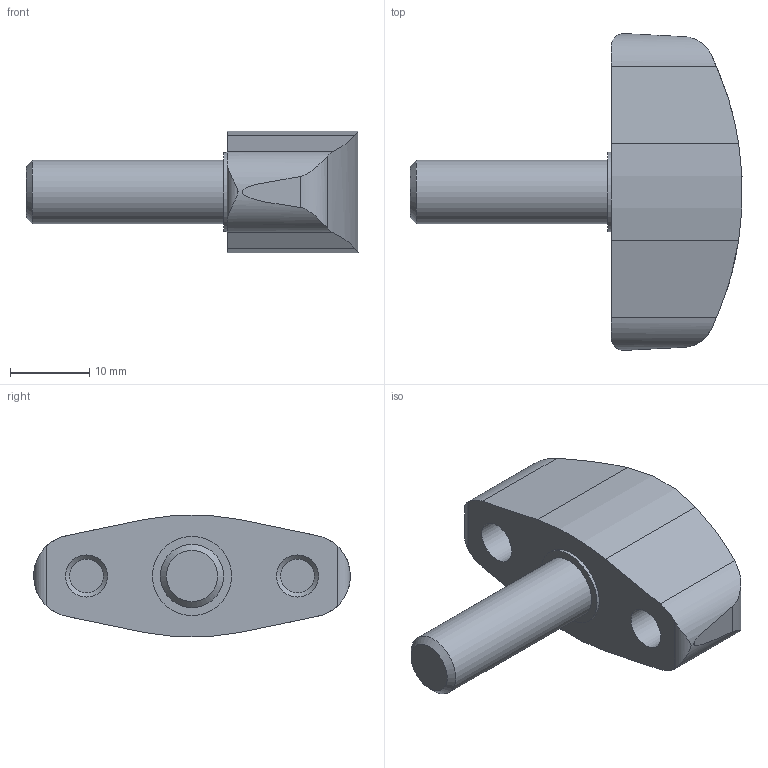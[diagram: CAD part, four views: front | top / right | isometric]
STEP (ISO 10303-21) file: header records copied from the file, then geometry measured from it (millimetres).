
FILE_DESCRIPTION((''),'2;1');
FILE_NAME('CT_476_40_p_M8x25.stp','2009-02-06T10:58:48',('aj'),(''),'Autodesk Inventor 2009','Autodesk Inventor 2009','');
FILE_SCHEMA(('AUTOMOTIVE_DESIGN { 1 0 10303 214 1 1 1 1 }'));
Length unit declared in the file: millimetre
Products named in the file (1): Swing knobs CT.476/40 p-M8x25
Bounding box: 41.95 x 40 x 15.36 mm (x, y, z)
Volume: 8170.6 mm3; surface area: 3299.2 mm2
Topology: 1 solids, 1 shells, 27 faces, 63 edges, 42 vertices
Faces by surface type: cylinder 13, plane 11, cone 3
Full cylindrical faces by diameter (mm): 5.333 x2, 8 x1, 10 x1
Entity records: 876 total; most frequent: CARTESIAN_POINT 276, DIRECTION 120, ORIENTED_EDGE 106, EDGE_CURVE 53, AXIS2_PLACEMENT_3D 51, VERTEX_POINT 39, EDGE_LOOP 38, FACE_OUTER_BOUND 27
